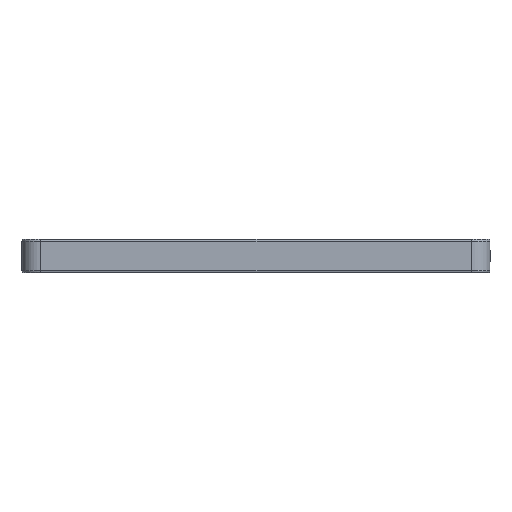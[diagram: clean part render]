
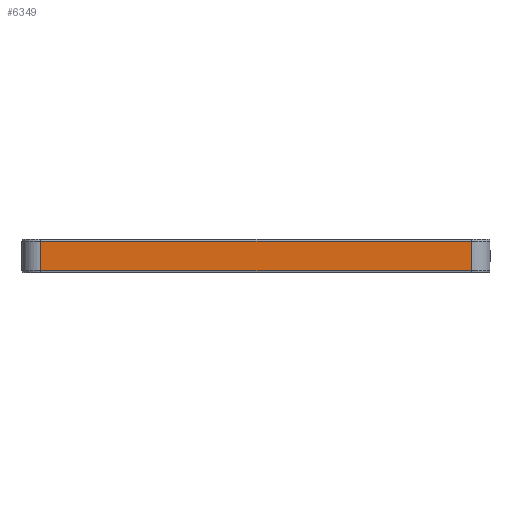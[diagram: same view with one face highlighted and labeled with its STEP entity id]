
A CAD part, front view. The second image highlights one B-rep face of the part: STEP entity #6349.
In plain terms, the highlighted planar face has unit normal (0, -1, 0).
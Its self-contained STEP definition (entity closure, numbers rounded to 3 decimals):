
#383 = CARTESIAN_POINT ( 'NONE',  ( 57.5, -85., 9. ) ) ;
#440 = CARTESIAN_POINT ( 'NONE',  ( 57.5, -85., 0.5 ) ) ;
#504 = CARTESIAN_POINT ( 'NONE',  ( -57.5, -85., 0.5 ) ) ;
#521 = VERTEX_POINT ( 'NONE', #5925 ) ;
#611 = DIRECTION ( 'NONE',  ( 0., 0., -1. ) ) ;
#1576 = CARTESIAN_POINT ( 'NONE',  ( -62.5, -85., 9. ) ) ;
#2470 = DIRECTION ( 'NONE',  ( 0., 0., 1. ) ) ;
#2477 = AXIS2_PLACEMENT_3D ( 'NONE', #1576, #7989, #2470 ) ;
#2953 = DIRECTION ( 'NONE',  ( 0., 0., 1. ) ) ;
#3405 = LINE ( 'NONE', #11371, #8000 ) ;
#4281 = FACE_OUTER_BOUND ( 'NONE', #6295, .T. ) ;
#4746 = CARTESIAN_POINT ( 'NONE',  ( 57.5, -85., 8.5 ) ) ;
#4961 = LINE ( 'NONE', #383, #5268 ) ;
#5050 = EDGE_CURVE ( 'NONE', #521, #10744, #4961, .T. ) ;
#5268 = VECTOR ( 'NONE', #2953, 1000. ) ;
#5764 = VECTOR ( 'NONE', #8683, 1000. ) ;
#5883 = VECTOR ( 'NONE', #6457, 1000. ) ;
#5925 = CARTESIAN_POINT ( 'NONE',  ( 57.5, -85., 0.5 ) ) ;
#6295 = EDGE_LOOP ( 'NONE', ( #11751, #9592, #6672, #10120 ) ) ;
#6349 = ADVANCED_FACE ( 'NONE', ( #4281 ), #11497, .F. ) ;
#6457 = DIRECTION ( 'NONE',  ( -1., 0., 0. ) ) ;
#6590 = LINE ( 'NONE', #9101, #5883 ) ;
#6672 = ORIENTED_EDGE ( 'NONE', *, *, #5050, .T. ) ;
#7012 = EDGE_CURVE ( 'NONE', #10336, #521, #8184, .T. ) ;
#7694 = CARTESIAN_POINT ( 'NONE',  ( -57.5, -85., 8.5 ) ) ;
#7989 = DIRECTION ( 'NONE',  ( 0., 1., 0. ) ) ;
#8000 = VECTOR ( 'NONE', #611, 1000. ) ;
#8184 = LINE ( 'NONE', #440, #5764 ) ;
#8683 = DIRECTION ( 'NONE',  ( 1., 0., 0. ) ) ;
#9101 = CARTESIAN_POINT ( 'NONE',  ( -62.5, -85., 8.5 ) ) ;
#9592 = ORIENTED_EDGE ( 'NONE', *, *, #7012, .T. ) ;
#9711 = VERTEX_POINT ( 'NONE', #7694 ) ;
#10120 = ORIENTED_EDGE ( 'NONE', *, *, #10509, .T. ) ;
#10336 = VERTEX_POINT ( 'NONE', #504 ) ;
#10509 = EDGE_CURVE ( 'NONE', #10744, #9711, #6590, .T. ) ;
#10744 = VERTEX_POINT ( 'NONE', #4746 ) ;
#11044 = EDGE_CURVE ( 'NONE', #9711, #10336, #3405, .T. ) ;
#11371 = CARTESIAN_POINT ( 'NONE',  ( -57.5, -85., 9. ) ) ;
#11497 = PLANE ( 'NONE',  #2477 ) ;
#11751 = ORIENTED_EDGE ( 'NONE', *, *, #11044, .T. ) ;
